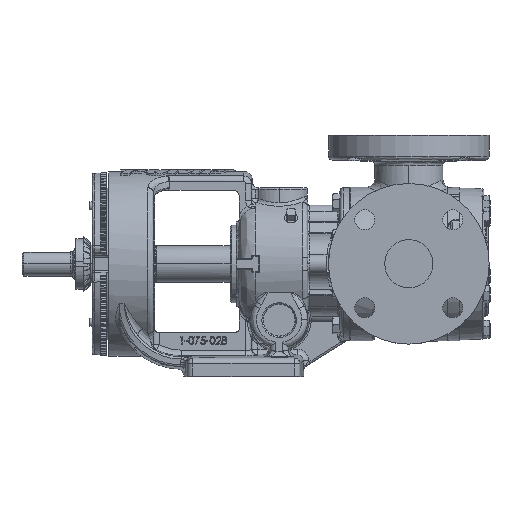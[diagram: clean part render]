
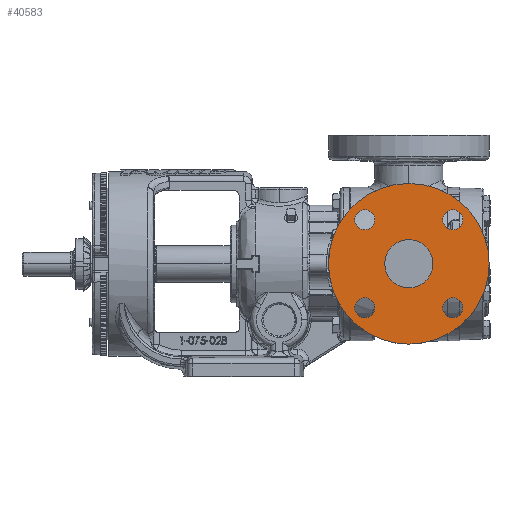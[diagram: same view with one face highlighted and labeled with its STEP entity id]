
A CAD part, top view. The second image highlights one B-rep face of the part: STEP entity #40583.
In plain terms, the highlighted planar face has unit normal (0, 0, 1).
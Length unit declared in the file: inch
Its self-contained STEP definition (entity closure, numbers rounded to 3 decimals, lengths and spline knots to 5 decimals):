
#155 = DIRECTION ( 'NONE',  ( 0., 0., 1. ) ) ;
#3382 = AXIS2_PLACEMENT_3D ( 'NONE', #164996, #81416, #179032 ) ;
#6172 = EDGE_LOOP ( 'NONE', ( #142548, #7200 ) ) ;
#7200 = ORIENTED_EDGE ( 'NONE', *, *, #127451, .T. ) ;
#9944 = AXIS2_PLACEMENT_3D ( 'NONE', #160910, #77367, #174974 ) ;
#11844 = AXIS2_PLACEMENT_3D ( 'NONE', #52739, #150349, #66792 ) ;
#15781 = CARTESIAN_POINT ( 'NONE',  ( 0.15248, 1.37002, 4. ) ) ;
#23212 = CARTESIAN_POINT ( 'NONE',  ( 1.835, 0., 4. ) ) ;
#25969 = CIRCLE ( 'NONE', #9944, 0.3125 ) ;
#26996 = DIRECTION ( 'NONE',  ( 0., 0., -1. ) ) ;
#30214 = EDGE_LOOP ( 'NONE', ( #83498, #172259 ) ) ;
#31009 = CIRCLE ( 'NONE', #172267, 2.5 ) ;
#31597 = CARTESIAN_POINT ( 'NONE',  ( 1.835, 0.75, 4. ) ) ;
#31795 = CARTESIAN_POINT ( 'NONE',  ( 1.835, 0., 4. ) ) ;
#33813 = EDGE_CURVE ( 'NONE', #133418, #86517, #36168, .T. ) ;
#34695 = ORIENTED_EDGE ( 'NONE', *, *, #129252, .F. ) ;
#36168 = CIRCLE ( 'NONE', #11844, 0.3125 ) ;
#36489 = EDGE_LOOP ( 'NONE', ( #133509, #164503 ) ) ;
#37122 = ORIENTED_EDGE ( 'NONE', *, *, #167978, .F. ) ;
#37341 = DIRECTION ( 'NONE',  ( 0., -1., 0. ) ) ;
#37907 = VERTEX_POINT ( 'NONE', #141746 ) ;
#40583 = ADVANCED_FACE ( 'NONE', ( #60195, #167091, #171522, #97273, #134417, #130006 ), #94909, .F. ) ;
#45807 = DIRECTION ( 'NONE',  ( 0., -1., 0. ) ) ;
#47628 = AXIS2_PLACEMENT_3D ( 'NONE', #31795, #129333, #45807 ) ;
#49442 = CARTESIAN_POINT ( 'NONE',  ( 0.46498, 1.37002, 4. ) ) ;
#51484 = CARTESIAN_POINT ( 'NONE',  ( 1.835, 0., 4. ) ) ;
#52739 = CARTESIAN_POINT ( 'NONE',  ( 0.46498, -1.37002, 4. ) ) ;
#55792 = EDGE_LOOP ( 'NONE', ( #115823, #37122 ) ) ;
#60195 = FACE_BOUND ( 'NONE', #30214, .T. ) ;
#63108 = CARTESIAN_POINT ( 'NONE',  ( 0.46498, 1.37002, 4. ) ) ;
#63526 = DIRECTION ( 'NONE',  ( 1., 0., 0. ) ) ;
#64553 = DIRECTION ( 'NONE',  ( 0., 0., -1. ) ) ;
#65518 = EDGE_CURVE ( 'NONE', #86517, #133418, #118675, .T. ) ;
#65543 = DIRECTION ( 'NONE',  ( 0., -1., 0. ) ) ;
#66792 = DIRECTION ( 'NONE',  ( 1., 0., 0. ) ) ;
#68483 = AXIS2_PLACEMENT_3D ( 'NONE', #83672, #155, #97768 ) ;
#69154 = DIRECTION ( 'NONE',  ( 0., 0., -1. ) ) ;
#71464 = CARTESIAN_POINT ( 'NONE',  ( 0.15248, -1.37002, 4. ) ) ;
#73357 = CARTESIAN_POINT ( 'NONE',  ( 1.835, -0.75, 4. ) ) ;
#74692 = DIRECTION ( 'NONE',  ( 0., 0., -1. ) ) ;
#77103 = DIRECTION ( 'NONE',  ( 1., 0., 0. ) ) ;
#77367 = DIRECTION ( 'NONE',  ( 0., 0., 1. ) ) ;
#77421 = CARTESIAN_POINT ( 'NONE',  ( 2.89252, 1.37002, 4. ) ) ;
#81416 = DIRECTION ( 'NONE',  ( 0., 0., -1. ) ) ;
#82642 = VERTEX_POINT ( 'NONE', #31597 ) ;
#83498 = ORIENTED_EDGE ( 'NONE', *, *, #122681, .F. ) ;
#83672 = CARTESIAN_POINT ( 'NONE',  ( 3.20502, 1.37002, 4. ) ) ;
#84698 = CIRCLE ( 'NONE', #85542, 0.3125 ) ;
#85542 = AXIS2_PLACEMENT_3D ( 'NONE', #49442, #147064, #63526 ) ;
#86517 = VERTEX_POINT ( 'NONE', #71464 ) ;
#93137 = CIRCLE ( 'NONE', #163893, 0.3125 ) ;
#93736 = EDGE_CURVE ( 'NONE', #136700, #174544, #84698, .T. ) ;
#94909 = PLANE ( 'NONE',  #3382 ) ;
#96695 = ORIENTED_EDGE ( 'NONE', *, *, #65518, .T. ) ;
#97273 = FACE_BOUND ( 'NONE', #36489, .T. ) ;
#97768 = DIRECTION ( 'NONE',  ( 1., 0., 0. ) ) ;
#101099 = EDGE_CURVE ( 'NONE', #101497, #82642, #110652, .T. ) ;
#101497 = VERTEX_POINT ( 'NONE', #73357 ) ;
#102131 = CIRCLE ( 'NONE', #122929, 0.3125 ) ;
#103559 = CIRCLE ( 'NONE', #109824, 2.5 ) ;
#106601 = EDGE_LOOP ( 'NONE', ( #136939, #34695 ) ) ;
#109824 = AXIS2_PLACEMENT_3D ( 'NONE', #23212, #120803, #37341 ) ;
#110122 = EDGE_CURVE ( 'NONE', #171669, #128026, #103559, .T. ) ;
#110538 = CARTESIAN_POINT ( 'NONE',  ( 3.20502, -1.37002, 4. ) ) ;
#110652 = CIRCLE ( 'NONE', #126408, 0.75 ) ;
#115051 = EDGE_CURVE ( 'NONE', #131084, #37907, #25969, .T. ) ;
#115823 = ORIENTED_EDGE ( 'NONE', *, *, #110122, .F. ) ;
#115864 = EDGE_CURVE ( 'NONE', #37907, #131084, #163223, .T. ) ;
#118675 = CIRCLE ( 'NONE', #178256, 0.3125 ) ;
#119548 = VERTEX_POINT ( 'NONE', #180681 ) ;
#120803 = DIRECTION ( 'NONE',  ( 0., 0., -1. ) ) ;
#122681 = EDGE_CURVE ( 'NONE', #174544, #136700, #102131, .T. ) ;
#122929 = AXIS2_PLACEMENT_3D ( 'NONE', #63108, #160643, #77103 ) ;
#123731 = CARTESIAN_POINT ( 'NONE',  ( 0.77748, -1.37002, 4. ) ) ;
#124478 = AXIS2_PLACEMENT_3D ( 'NONE', #152645, #69154, #166716 ) ;
#124526 = DIRECTION ( 'NONE',  ( 1., 0., 0. ) ) ;
#126408 = AXIS2_PLACEMENT_3D ( 'NONE', #51484, #149114, #65543 ) ;
#126681 = CIRCLE ( 'NONE', #47628, 0.75 ) ;
#126685 = CARTESIAN_POINT ( 'NONE',  ( 3.51752, -1.37002, 4. ) ) ;
#127451 = EDGE_CURVE ( 'NONE', #119548, #158299, #129236, .T. ) ;
#128026 = VERTEX_POINT ( 'NONE', #153028 ) ;
#129236 = CIRCLE ( 'NONE', #124478, 0.3125 ) ;
#129252 = EDGE_CURVE ( 'NONE', #82642, #101497, #126681, .T. ) ;
#129333 = DIRECTION ( 'NONE',  ( 0., 0., 1. ) ) ;
#130006 = FACE_BOUND ( 'NONE', #167496, .T. ) ;
#131084 = VERTEX_POINT ( 'NONE', #77421 ) ;
#133418 = VERTEX_POINT ( 'NONE', #123731 ) ;
#133509 = ORIENTED_EDGE ( 'NONE', *, *, #115864, .F. ) ;
#134417 = FACE_BOUND ( 'NONE', #6172, .T. ) ;
#136700 = VERTEX_POINT ( 'NONE', #15781 ) ;
#136939 = ORIENTED_EDGE ( 'NONE', *, *, #101099, .F. ) ;
#141746 = CARTESIAN_POINT ( 'NONE',  ( 3.51752, 1.37002, 4. ) ) ;
#142548 = ORIENTED_EDGE ( 'NONE', *, *, #178661, .T. ) ;
#147064 = DIRECTION ( 'NONE',  ( 0., 0., 1. ) ) ;
#148108 = CARTESIAN_POINT ( 'NONE',  ( 1.835, 0., 4. ) ) ;
#149114 = DIRECTION ( 'NONE',  ( 0., 0., 1. ) ) ;
#150349 = DIRECTION ( 'NONE',  ( 0., 0., -1. ) ) ;
#152645 = CARTESIAN_POINT ( 'NONE',  ( 3.20502, -1.37002, 4. ) ) ;
#153028 = CARTESIAN_POINT ( 'NONE',  ( 1.835, 2.5, 4. ) ) ;
#154278 = CARTESIAN_POINT ( 'NONE',  ( 1.835, -2.5, 4. ) ) ;
#158217 = CARTESIAN_POINT ( 'NONE',  ( 0.46498, -1.37002, 4. ) ) ;
#158299 = VERTEX_POINT ( 'NONE', #126685 ) ;
#158812 = CARTESIAN_POINT ( 'NONE',  ( 0.77748, 1.37002, 4. ) ) ;
#160643 = DIRECTION ( 'NONE',  ( 0., 0., 1. ) ) ;
#160910 = CARTESIAN_POINT ( 'NONE',  ( 3.20502, 1.37002, 4. ) ) ;
#162126 = DIRECTION ( 'NONE',  ( 0., -1., 0. ) ) ;
#163223 = CIRCLE ( 'NONE', #68483, 0.3125 ) ;
#163893 = AXIS2_PLACEMENT_3D ( 'NONE', #110538, #26996, #124526 ) ;
#164503 = ORIENTED_EDGE ( 'NONE', *, *, #115051, .F. ) ;
#164996 = CARTESIAN_POINT ( 'NONE',  ( -0.725, 4., 4. ) ) ;
#166716 = DIRECTION ( 'NONE',  ( 1., 0., 0. ) ) ;
#167091 = FACE_OUTER_BOUND ( 'NONE', #55792, .T. ) ;
#167496 = EDGE_LOOP ( 'NONE', ( #169660, #96695 ) ) ;
#167978 = EDGE_CURVE ( 'NONE', #128026, #171669, #31009, .T. ) ;
#169660 = ORIENTED_EDGE ( 'NONE', *, *, #33813, .T. ) ;
#171522 = FACE_BOUND ( 'NONE', #106601, .T. ) ;
#171669 = VERTEX_POINT ( 'NONE', #154278 ) ;
#172259 = ORIENTED_EDGE ( 'NONE', *, *, #93736, .F. ) ;
#172267 = AXIS2_PLACEMENT_3D ( 'NONE', #148108, #64553, #162126 ) ;
#172303 = DIRECTION ( 'NONE',  ( 1., 0., 0. ) ) ;
#174544 = VERTEX_POINT ( 'NONE', #158812 ) ;
#174974 = DIRECTION ( 'NONE',  ( 1., 0., 0. ) ) ;
#178256 = AXIS2_PLACEMENT_3D ( 'NONE', #158217, #74692, #172303 ) ;
#178661 = EDGE_CURVE ( 'NONE', #158299, #119548, #93137, .T. ) ;
#179032 = DIRECTION ( 'NONE',  ( -1., 0., 0. ) ) ;
#180681 = CARTESIAN_POINT ( 'NONE',  ( 2.89252, -1.37002, 4. ) ) ;
